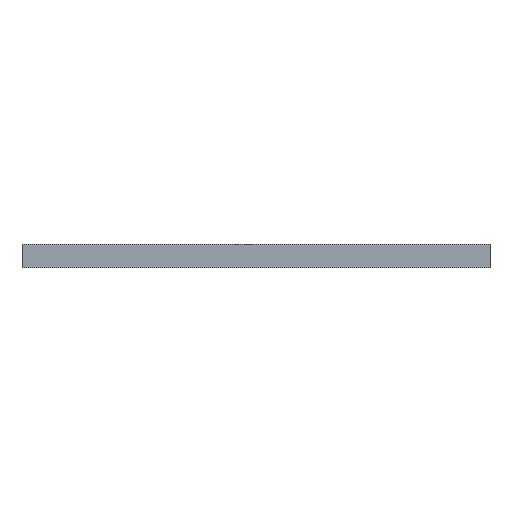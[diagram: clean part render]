
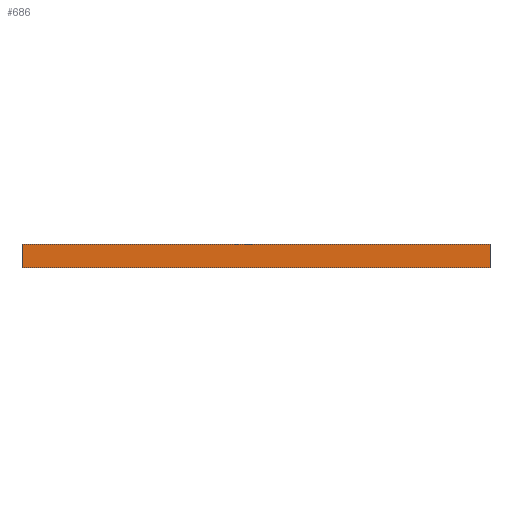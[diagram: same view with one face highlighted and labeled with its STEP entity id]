
A CAD part, front view. The second image highlights one B-rep face of the part: STEP entity #686.
In plain terms, the highlighted planar face has unit normal (0, -1, 0).
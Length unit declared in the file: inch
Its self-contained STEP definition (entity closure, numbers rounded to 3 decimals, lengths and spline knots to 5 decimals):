
#36 = LINE ( 'NONE', #789, #626 ) ;
#69 = CARTESIAN_POINT ( 'NONE',  ( 0.59055, -0.59055, 0.01969 ) ) ;
#100 = VERTEX_POINT ( 'NONE', #122 ) ;
#119 = DIRECTION ( 'NONE',  ( 0., -1., 0. ) ) ;
#122 = CARTESIAN_POINT ( 'NONE',  ( -0.59055, -0.59055, -0.03937 ) ) ;
#163 = EDGE_CURVE ( 'NONE', #429, #1145, #36, .T. ) ;
#186 = VECTOR ( 'NONE', #445, 39.37008 ) ;
#213 = CARTESIAN_POINT ( 'NONE',  ( -0.59055, -0.59055, 0.01969 ) ) ;
#266 = CARTESIAN_POINT ( 'NONE',  ( -0.59055, -0.59055, 0.01969 ) ) ;
#308 = CARTESIAN_POINT ( 'NONE',  ( -0.59055, -0.59055, 0. ) ) ;
#348 = EDGE_LOOP ( 'NONE', ( #685, #1152, #1115, #615 ) ) ;
#397 = DIRECTION ( 'NONE',  ( 1., 0., 0. ) ) ;
#423 = CARTESIAN_POINT ( 'NONE',  ( -0.59055, -0.59055, -0.03937 ) ) ;
#429 = VERTEX_POINT ( 'NONE', #829 ) ;
#445 = DIRECTION ( 'NONE',  ( 1., 0., 0. ) ) ;
#567 = VECTOR ( 'NONE', #1066, 39.37008 ) ;
#615 = ORIENTED_EDGE ( 'NONE', *, *, #1077, .F. ) ;
#626 = VECTOR ( 'NONE', #692, 39.37008 ) ;
#665 = FACE_OUTER_BOUND ( 'NONE', #348, .T. ) ;
#673 = VERTEX_POINT ( 'NONE', #213 ) ;
#685 = ORIENTED_EDGE ( 'NONE', *, *, #1067, .F. ) ;
#686 = ADVANCED_FACE ( 'NONE', ( #665 ), #1124, .T. ) ;
#692 = DIRECTION ( 'NONE',  ( 0., 0., 1. ) ) ;
#705 = AXIS2_PLACEMENT_3D ( 'NONE', #308, #119, #397 ) ;
#720 = LINE ( 'NONE', #423, #567 ) ;
#733 = VECTOR ( 'NONE', #982, 39.37008 ) ;
#789 = CARTESIAN_POINT ( 'NONE',  ( 0.59055, -0.59055, 0. ) ) ;
#829 = CARTESIAN_POINT ( 'NONE',  ( 0.59055, -0.59055, -0.03937 ) ) ;
#923 = EDGE_CURVE ( 'NONE', #100, #429, #720, .T. ) ;
#982 = DIRECTION ( 'NONE',  ( 0., 0., 1. ) ) ;
#983 = LINE ( 'NONE', #1079, #733 ) ;
#1066 = DIRECTION ( 'NONE',  ( 1., 0., 0. ) ) ;
#1067 = EDGE_CURVE ( 'NONE', #100, #673, #983, .T. ) ;
#1077 = EDGE_CURVE ( 'NONE', #673, #1145, #1162, .T. ) ;
#1079 = CARTESIAN_POINT ( 'NONE',  ( -0.59055, -0.59055, 0. ) ) ;
#1115 = ORIENTED_EDGE ( 'NONE', *, *, #163, .T. ) ;
#1124 = PLANE ( 'NONE',  #705 ) ;
#1145 = VERTEX_POINT ( 'NONE', #69 ) ;
#1152 = ORIENTED_EDGE ( 'NONE', *, *, #923, .T. ) ;
#1162 = LINE ( 'NONE', #266, #186 ) ;
